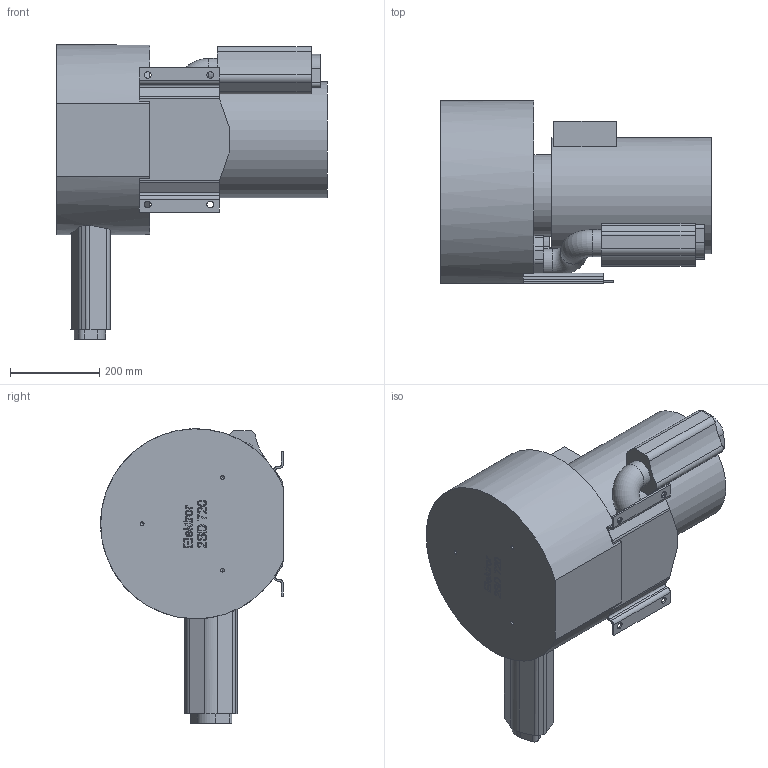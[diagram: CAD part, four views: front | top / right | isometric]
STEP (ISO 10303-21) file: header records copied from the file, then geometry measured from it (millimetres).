
FILE_DESCRIPTION((''),'2;1');
FILE_NAME('AttTemp.stp','2012-07-19T07:48:11',('LuginslandCAD'),(''),'Autodesk Inventor 2012','Autodesk Inventor 2012','');
FILE_SCHEMA(('CONFIG_CONTROL_DESIGN'));
Length unit declared in the file: millimetre
Products named in the file (1): 01-TB-14625
Bounding box: 607.25 x 409.5 x 659.93 mm (x, y, z)
Volume: 54388869.6 mm3; surface area: 1368276.8 mm2
Topology: 1 solids, 5 shells, 378 faces, 987 edges, 652 vertices
Faces by surface type: plane 202, bspline 86, cylinder 77, cone 11, torus 2
Full cylindrical faces by diameter (mm): 6.647 x8, 8.376 x3, 15 x6, 50 x1, 52 x1, 56.656 x2, 60 x2, 183.3 x1, 260.4 x1
Entity records: 11956 total; most frequent: CARTESIAN_POINT 3112, ORIENTED_EDGE 1876, DIRECTION 1508, EDGE_CURVE 938, VERTEX_POINT 641, VECTOR 596, LINE 596, EDGE_LOOP 457
